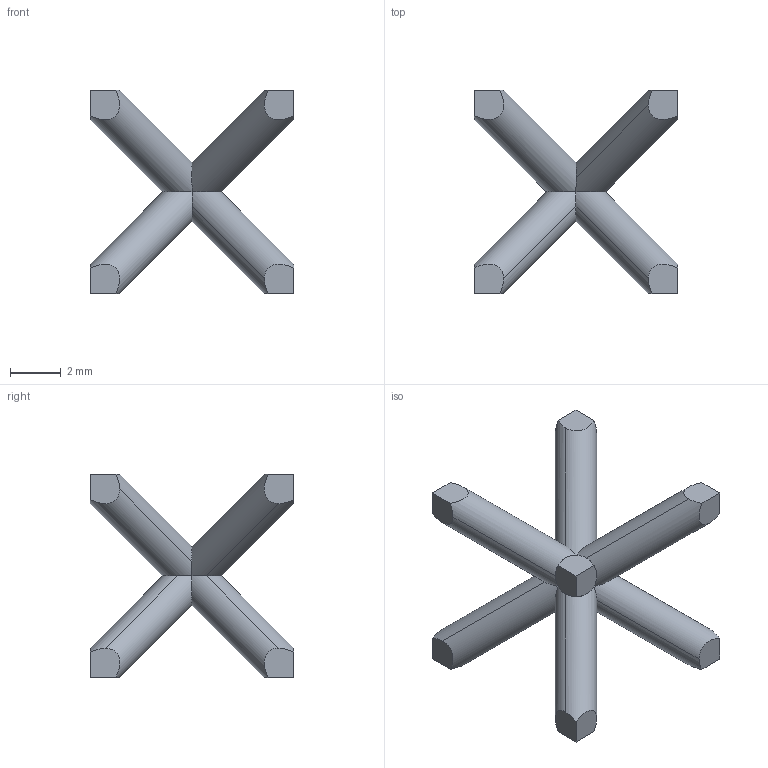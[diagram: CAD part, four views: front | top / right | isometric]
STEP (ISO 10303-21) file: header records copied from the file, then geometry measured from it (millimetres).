
FILE_DESCRIPTION (( 'STEP AP214' ), '1' );
FILE_NAME ('Lattices.STEP', '2026-01-18T02:20:49', ( '' ), ( '' ), 'SwSTEP 2.0', 'SolidWorks 2026', '' );
FILE_SCHEMA (( 'AUTOMOTIVE_DESIGN' ));
Length unit declared in the file: millimetre
Products named in the file (1): Lattices
Bounding box: 8 x 8 x 8.01 mm (x, y, z)
Volume: 94.7 mm3; surface area: 235 mm2
Topology: 1 solids, 1 shells, 41 faces, 109 edges, 70 vertices
Faces by surface type: plane 25, cylinder 16
Entity records: 1264 total; most frequent: CARTESIAN_POINT 425, ORIENTED_EDGE 218, DIRECTION 125, EDGE_CURVE 109, VERTEX_POINT 70, AXIS2_PLACEMENT_3D 42, VECTOR 41, ADVANCED_FACE 41
